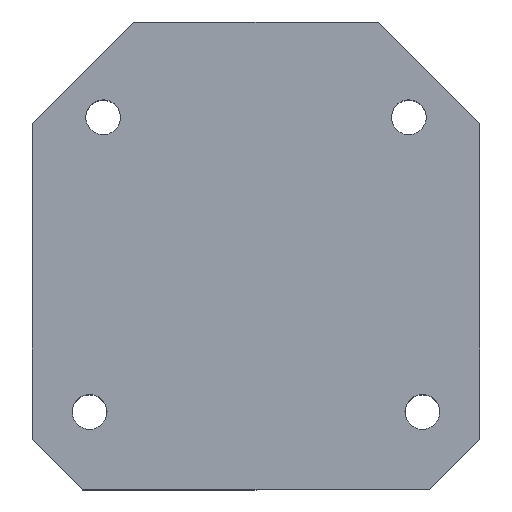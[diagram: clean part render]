
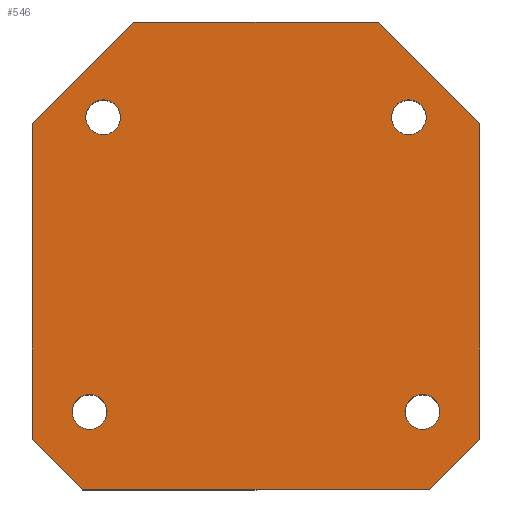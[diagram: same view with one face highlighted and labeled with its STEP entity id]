
A CAD part, top view. The second image highlights one B-rep face of the part: STEP entity #546.
In plain terms, the highlighted planar face has unit normal (0, 0, 1).
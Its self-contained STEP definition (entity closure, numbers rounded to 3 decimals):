
#35 = ORIENTED_EDGE ( 'NONE', *, *, #949, .F. ) ;
#45 = EDGE_CURVE ( 'NONE', #1646, #1241, #2298, .T. ) ;
#48 = CARTESIAN_POINT ( 'NONE',  ( 14.938, 12.534, 58.4 ) ) ;
#80 = ORIENTED_EDGE ( 'NONE', *, *, #179, .F. ) ;
#134 = CARTESIAN_POINT ( 'NONE',  ( -14.938, 12.534, 58.4 ) ) ;
#136 = CARTESIAN_POINT ( 'NONE',  ( -14.938, 12.534, 58.4 ) ) ;
#143 = VECTOR ( 'NONE', #1428, 1000. ) ;
#179 = EDGE_CURVE ( 'NONE', #1296, #1479, #2219, .T. ) ;
#185 = CIRCLE ( 'NONE', #723, 1.7 ) ;
#186 = FACE_BOUND ( 'NONE', #1942, .T. ) ;
#199 = CARTESIAN_POINT ( 'NONE',  ( -21.85, -18.938, 58.4 ) ) ;
#205 = DIRECTION ( 'NONE',  ( 1., 0., 0. ) ) ;
#216 = FACE_BOUND ( 'NONE', #961, .T. ) ;
#238 = EDGE_CURVE ( 'NONE', #1385, #1164, #1110, .T. ) ;
#239 = DIRECTION ( 'NONE',  ( 0., 0., 1. ) ) ;
#253 = CARTESIAN_POINT ( 'NONE',  ( 21.85, -18.938, 58.4 ) ) ;
#258 = CARTESIAN_POINT ( 'NONE',  ( 21.85, 11.938, 58.4 ) ) ;
#262 = VECTOR ( 'NONE', #1270, 1000. ) ;
#270 = EDGE_CURVE ( 'NONE', #1118, #891, #1398, .T. ) ;
#272 = LINE ( 'NONE', #2244, #715 ) ;
#326 = CARTESIAN_POINT ( 'NONE',  ( 21.85, -18.938, 58.4 ) ) ;
#336 = ORIENTED_EDGE ( 'NONE', *, *, #270, .F. ) ;
#344 = CIRCLE ( 'NONE', #1969, 1.7 ) ;
#363 = CARTESIAN_POINT ( 'NONE',  ( -16.263, -16.263, 58.4 ) ) ;
#388 = FACE_OUTER_BOUND ( 'NONE', #1733, .T. ) ;
#397 = FACE_BOUND ( 'NONE', #2021, .T. ) ;
#423 = VERTEX_POINT ( 'NONE', #1763 ) ;
#477 = AXIS2_PLACEMENT_3D ( 'NONE', #1356, #970, #2095 ) ;
#493 = CARTESIAN_POINT ( 'NONE',  ( 16.938, -23.85, 58.4 ) ) ;
#496 = EDGE_CURVE ( 'NONE', #1189, #423, #1405, .T. ) ;
#497 = DIRECTION ( 'NONE',  ( 0.707, -0.707, 0. ) ) ;
#539 = CARTESIAN_POINT ( 'NONE',  ( -16.938, -23.85, 58.4 ) ) ;
#546 = ADVANCED_FACE ( 'NONE', ( #216, #186, #1100, #397, #388 ), #1838, .T. ) ;
#554 = DIRECTION ( 'NONE',  ( -0.707, -0.707, 0. ) ) ;
#593 = LINE ( 'NONE', #1328, #1789 ) ;
#603 = CIRCLE ( 'NONE', #1019, 1.7 ) ;
#617 = EDGE_CURVE ( 'NONE', #1283, #1730, #901, .T. ) ;
#637 = AXIS2_PLACEMENT_3D ( 'NONE', #1282, #1085, #205 ) ;
#678 = VECTOR ( 'NONE', #554, 1000. ) ;
#680 = CARTESIAN_POINT ( 'NONE',  ( 11.938, 21.85, 58.4 ) ) ;
#715 = VECTOR ( 'NONE', #2026, 1000. ) ;
#720 = EDGE_CURVE ( 'NONE', #1030, #1385, #272, .T. ) ;
#723 = AXIS2_PLACEMENT_3D ( 'NONE', #136, #1531, #1906 ) ;
#739 = ORIENTED_EDGE ( 'NONE', *, *, #1691, .F. ) ;
#748 = VECTOR ( 'NONE', #1658, 1000. ) ;
#841 = ORIENTED_EDGE ( 'NONE', *, *, #963, .F. ) ;
#870 = CARTESIAN_POINT ( 'NONE',  ( 17.963, -16.263, 58.4 ) ) ;
#872 = CARTESIAN_POINT ( 'NONE',  ( -14.563, -16.263, 58.4 ) ) ;
#891 = VERTEX_POINT ( 'NONE', #1913 ) ;
#898 = DIRECTION ( 'NONE',  ( 1., 0., 0. ) ) ;
#901 = LINE ( 'NONE', #1622, #1662 ) ;
#909 = LINE ( 'NONE', #539, #262 ) ;
#927 = DIRECTION ( 'NONE',  ( 0., 0., 1. ) ) ;
#949 = EDGE_CURVE ( 'NONE', #2313, #2260, #1057, .T. ) ;
#961 = EDGE_LOOP ( 'NONE', ( #1279, #336 ) ) ;
#963 = EDGE_CURVE ( 'NONE', #423, #1030, #909, .T. ) ;
#970 = DIRECTION ( 'NONE',  ( 0., 0., 1. ) ) ;
#1019 = AXIS2_PLACEMENT_3D ( 'NONE', #1041, #2246, #1773 ) ;
#1030 = VERTEX_POINT ( 'NONE', #199 ) ;
#1041 = CARTESIAN_POINT ( 'NONE',  ( -16.263, -16.263, 58.4 ) ) ;
#1057 = CIRCLE ( 'NONE', #2156, 1.7 ) ;
#1066 = CARTESIAN_POINT ( 'NONE',  ( 11.938, 21.85, 58.4 ) ) ;
#1085 = DIRECTION ( 'NONE',  ( 0., 0., 1. ) ) ;
#1100 = FACE_BOUND ( 'NONE', #1513, .T. ) ;
#1103 = DIRECTION ( 'NONE',  ( 1., 0., 0. ) ) ;
#1110 = LINE ( 'NONE', #1309, #748 ) ;
#1118 = VERTEX_POINT ( 'NONE', #870 ) ;
#1120 = EDGE_CURVE ( 'NONE', #1730, #1189, #1934, .T. ) ;
#1127 = ORIENTED_EDGE ( 'NONE', *, *, #1120, .F. ) ;
#1136 = CARTESIAN_POINT ( 'NONE',  ( -13.238, 12.534, 58.4 ) ) ;
#1139 = EDGE_CURVE ( 'NONE', #1553, #1283, #1229, .T. ) ;
#1164 = VERTEX_POINT ( 'NONE', #2315 ) ;
#1189 = VERTEX_POINT ( 'NONE', #2187 ) ;
#1224 = CARTESIAN_POINT ( 'NONE',  ( -21.85, 11.938, 58.4 ) ) ;
#1229 = LINE ( 'NONE', #680, #1923 ) ;
#1234 = DIRECTION ( 'NONE',  ( 0., 0., 1. ) ) ;
#1241 = VERTEX_POINT ( 'NONE', #1136 ) ;
#1243 = EDGE_CURVE ( 'NONE', #891, #1118, #2075, .T. ) ;
#1249 = AXIS2_PLACEMENT_3D ( 'NONE', #2033, #927, #1103 ) ;
#1250 = ORIENTED_EDGE ( 'NONE', *, *, #496, .F. ) ;
#1264 = ORIENTED_EDGE ( 'NONE', *, *, #720, .F. ) ;
#1270 = DIRECTION ( 'NONE',  ( -0.707, 0.707, 0. ) ) ;
#1279 = ORIENTED_EDGE ( 'NONE', *, *, #1243, .F. ) ;
#1282 = CARTESIAN_POINT ( 'NONE',  ( 0., 0., 58.4 ) ) ;
#1283 = VERTEX_POINT ( 'NONE', #258 ) ;
#1296 = VERTEX_POINT ( 'NONE', #1355 ) ;
#1309 = CARTESIAN_POINT ( 'NONE',  ( -21.85, 11.938, 58.4 ) ) ;
#1328 = CARTESIAN_POINT ( 'NONE',  ( -11.938, 21.85, 58.4 ) ) ;
#1330 = CARTESIAN_POINT ( 'NONE',  ( -16.638, 12.534, 58.4 ) ) ;
#1355 = CARTESIAN_POINT ( 'NONE',  ( 13.238, 12.534, 58.4 ) ) ;
#1356 = CARTESIAN_POINT ( 'NONE',  ( 16.263, -16.263, 58.4 ) ) ;
#1362 = DIRECTION ( 'NONE',  ( 1., 0., 0. ) ) ;
#1371 = ORIENTED_EDGE ( 'NONE', *, *, #1390, .F. ) ;
#1385 = VERTEX_POINT ( 'NONE', #1224 ) ;
#1390 = EDGE_CURVE ( 'NONE', #2260, #2313, #603, .T. ) ;
#1398 = CIRCLE ( 'NONE', #477, 1.7 ) ;
#1405 = LINE ( 'NONE', #493, #143 ) ;
#1419 = EDGE_CURVE ( 'NONE', #1241, #1646, #185, .T. ) ;
#1428 = DIRECTION ( 'NONE',  ( -1., 0., 0. ) ) ;
#1430 = CARTESIAN_POINT ( 'NONE',  ( -17.963, -16.263, 58.4 ) ) ;
#1469 = DIRECTION ( 'NONE',  ( 0., 0., 1. ) ) ;
#1477 = AXIS2_PLACEMENT_3D ( 'NONE', #1711, #1487, #1864 ) ;
#1479 = VERTEX_POINT ( 'NONE', #1817 ) ;
#1487 = DIRECTION ( 'NONE',  ( 0., 0., 1. ) ) ;
#1513 = EDGE_LOOP ( 'NONE', ( #80, #739 ) ) ;
#1531 = DIRECTION ( 'NONE',  ( 0., 0., 1. ) ) ;
#1543 = ORIENTED_EDGE ( 'NONE', *, *, #617, .F. ) ;
#1553 = VERTEX_POINT ( 'NONE', #1066 ) ;
#1622 = CARTESIAN_POINT ( 'NONE',  ( 21.85, 11.938, 58.4 ) ) ;
#1646 = VERTEX_POINT ( 'NONE', #1330 ) ;
#1658 = DIRECTION ( 'NONE',  ( 0.707, 0.707, 0. ) ) ;
#1661 = ORIENTED_EDGE ( 'NONE', *, *, #238, .F. ) ;
#1662 = VECTOR ( 'NONE', #2344, 1000. ) ;
#1691 = EDGE_CURVE ( 'NONE', #1479, #1296, #344, .T. ) ;
#1711 = CARTESIAN_POINT ( 'NONE',  ( 16.263, -16.263, 58.4 ) ) ;
#1730 = VERTEX_POINT ( 'NONE', #253 ) ;
#1733 = EDGE_LOOP ( 'NONE', ( #1127, #1543, #1978, #2332, #1661, #1264, #841, #1250 ) ) ;
#1752 = ORIENTED_EDGE ( 'NONE', *, *, #45, .F. ) ;
#1763 = CARTESIAN_POINT ( 'NONE',  ( -16.938, -23.85, 58.4 ) ) ;
#1773 = DIRECTION ( 'NONE',  ( 1., 0., 0. ) ) ;
#1789 = VECTOR ( 'NONE', #2041, 1000. ) ;
#1817 = CARTESIAN_POINT ( 'NONE',  ( 16.638, 12.534, 58.4 ) ) ;
#1838 = PLANE ( 'NONE',  #637 ) ;
#1864 = DIRECTION ( 'NONE',  ( 1., 0., 0. ) ) ;
#1873 = ORIENTED_EDGE ( 'NONE', *, *, #1419, .F. ) ;
#1906 = DIRECTION ( 'NONE',  ( 1., 0., 0. ) ) ;
#1913 = CARTESIAN_POINT ( 'NONE',  ( 14.563, -16.263, 58.4 ) ) ;
#1923 = VECTOR ( 'NONE', #497, 1000. ) ;
#1934 = LINE ( 'NONE', #326, #678 ) ;
#1942 = EDGE_LOOP ( 'NONE', ( #35, #1371 ) ) ;
#1969 = AXIS2_PLACEMENT_3D ( 'NONE', #48, #1469, #1362 ) ;
#1978 = ORIENTED_EDGE ( 'NONE', *, *, #1139, .F. ) ;
#2021 = EDGE_LOOP ( 'NONE', ( #1752, #1873 ) ) ;
#2026 = DIRECTION ( 'NONE',  ( 0., 1., 0. ) ) ;
#2033 = CARTESIAN_POINT ( 'NONE',  ( 14.938, 12.534, 58.4 ) ) ;
#2041 = DIRECTION ( 'NONE',  ( 1., 0., 0. ) ) ;
#2060 = EDGE_CURVE ( 'NONE', #1164, #1553, #593, .T. ) ;
#2075 = CIRCLE ( 'NONE', #1477, 1.7 ) ;
#2095 = DIRECTION ( 'NONE',  ( 1., 0., 0. ) ) ;
#2127 = DIRECTION ( 'NONE',  ( 1., 0., 0. ) ) ;
#2147 = AXIS2_PLACEMENT_3D ( 'NONE', #134, #1234, #2127 ) ;
#2156 = AXIS2_PLACEMENT_3D ( 'NONE', #363, #239, #898 ) ;
#2187 = CARTESIAN_POINT ( 'NONE',  ( 16.938, -23.85, 58.4 ) ) ;
#2219 = CIRCLE ( 'NONE', #1249, 1.7 ) ;
#2244 = CARTESIAN_POINT ( 'NONE',  ( -21.85, -18.938, 58.4 ) ) ;
#2246 = DIRECTION ( 'NONE',  ( 0., 0., 1. ) ) ;
#2260 = VERTEX_POINT ( 'NONE', #872 ) ;
#2298 = CIRCLE ( 'NONE', #2147, 1.7 ) ;
#2313 = VERTEX_POINT ( 'NONE', #1430 ) ;
#2315 = CARTESIAN_POINT ( 'NONE',  ( -11.938, 21.85, 58.4 ) ) ;
#2332 = ORIENTED_EDGE ( 'NONE', *, *, #2060, .F. ) ;
#2344 = DIRECTION ( 'NONE',  ( 0., -1., 0. ) ) ;
